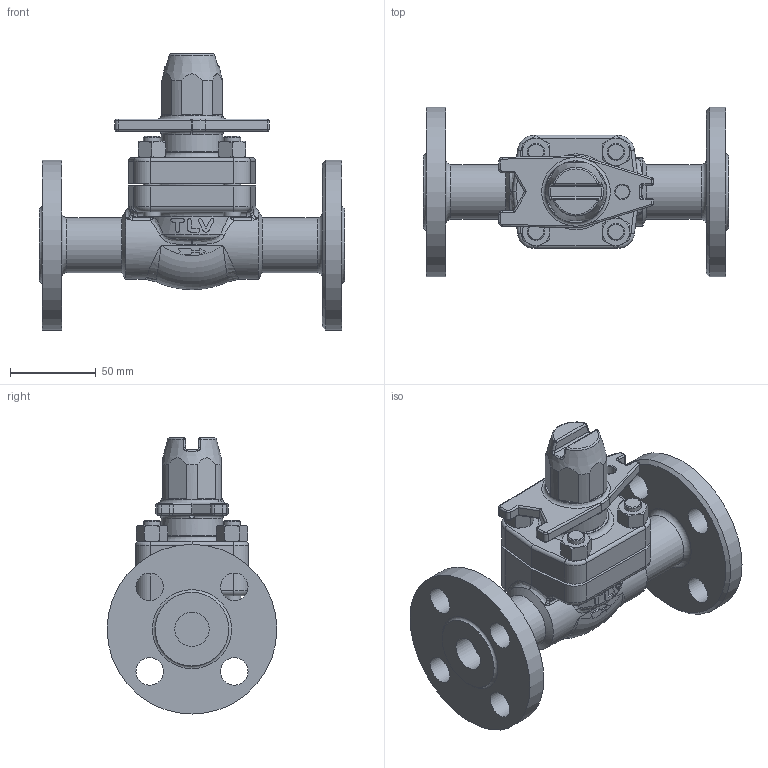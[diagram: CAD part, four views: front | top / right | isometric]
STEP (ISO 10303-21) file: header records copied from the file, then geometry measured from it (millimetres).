
FILE_DESCRIPTION(/* description */ (''),/* implementation_level */ '2;1');
FILE_NAME(/* name */ 'bd800-020-a0150-00.stp',/* time_stamp */ '2018-11-01T16:29:26+09:00',/* author */ ('nakaot'),/* organization */ (''),/* preprocessor_version */ 'ST-DEVELOPER v15.6',/* originating_system */ 'Autodesk Inventor 2015',/* authorisation */ '');
FILE_SCHEMA (('CONFIG_CONTROL_DESIGN'));
Length unit declared in the file: centimetre
Products named in the file (1): bd800-020-a0150-00
Bounding box: 178 x 99 x 161 mm (x, y, z)
Volume: 523651.7 mm3; surface area: 104115.2 mm2
Topology: 1 solids, 5 shells, 477 faces, 1111 edges, 659 vertices
Faces by surface type: plane 176, cylinder 137, cone 65, bspline 49, torus 34, sphere 16
Full cylindrical faces by diameter (mm): 3 x1, 8 x1, 8.376 x2, 10 x10, 11 x4, 12 x1, 13 x1, 15 x2, 16 x8, 18 x1, 18.376 x1, 20 x2, 22.2 x2, 24.5 x1, 25.5 x1, 27 x1, 32 x2, 36 x2, 54 x1, 99 x2
Entity records: 15003 total; most frequent: CARTESIAN_POINT 4834, DIRECTION 2126, ORIENTED_EDGE 2010, EDGE_CURVE 1005, AXIS2_PLACEMENT_3D 909, VERTEX_POINT 635, EDGE_LOOP 598, FACE_OUTER_BOUND 476
